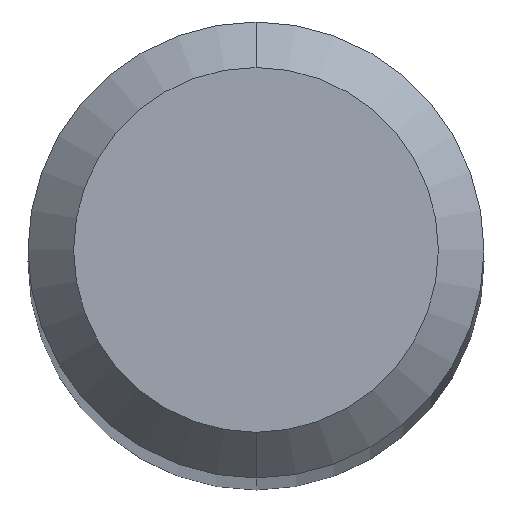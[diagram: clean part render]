
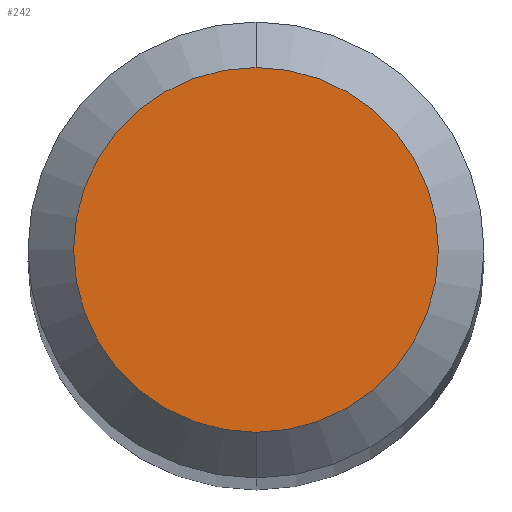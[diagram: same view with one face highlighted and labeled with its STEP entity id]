
A CAD part, top view. The second image highlights one B-rep face of the part: STEP entity #242.
In plain terms, the highlighted planar face has unit normal (0, 0, 1).
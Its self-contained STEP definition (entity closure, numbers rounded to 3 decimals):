
#186=VERTEX_POINT('',#473);
#242=ADVANCED_FACE('',(#534),#535,.T.);
#298=VERTEX_POINT('',#601);
#300=EDGE_CURVE('',#186,#298,#603,.T.);
#396=EDGE_CURVE('',#298,#186,#707,.T.);
#473=CARTESIAN_POINT('',(0.0,1.2,0.0));
#534=FACE_OUTER_BOUND('',#875,.T.);
#535=PLANE('',#876);
#601=CARTESIAN_POINT('',(0.,-1.2,0.0));
#603=CIRCLE('',#988,1.2);
#707=CIRCLE('',#1277,1.2);
#875=EDGE_LOOP('',(#1446,#1447));
#876=AXIS2_PLACEMENT_3D('',#1448,#1449,#1450);
#988=AXIS2_PLACEMENT_3D('',#1529,#1530,#1531);
#1277=AXIS2_PLACEMENT_3D('',#1648,#1649,#1650);
#1446=ORIENTED_EDGE('',*,*,#300,.F.);
#1447=ORIENTED_EDGE('',*,*,#396,.F.);
#1448=CARTESIAN_POINT('',(0.0,0.6,0.0));
#1449=DIRECTION('',(-0.0,0.0,1.0));
#1450=DIRECTION('',(0.0,-1.0,0.0));
#1529=CARTESIAN_POINT('',(0.0,0.0,0.0));
#1530=DIRECTION('',(0.0,0.0,-1.0));
#1531=DIRECTION('',(0.0,1.0,0.0));
#1648=CARTESIAN_POINT('',(0.0,0.0,0.0));
#1649=DIRECTION('',(0.0,0.0,-1.0));
#1650=DIRECTION('',(0.0,1.0,0.0));
